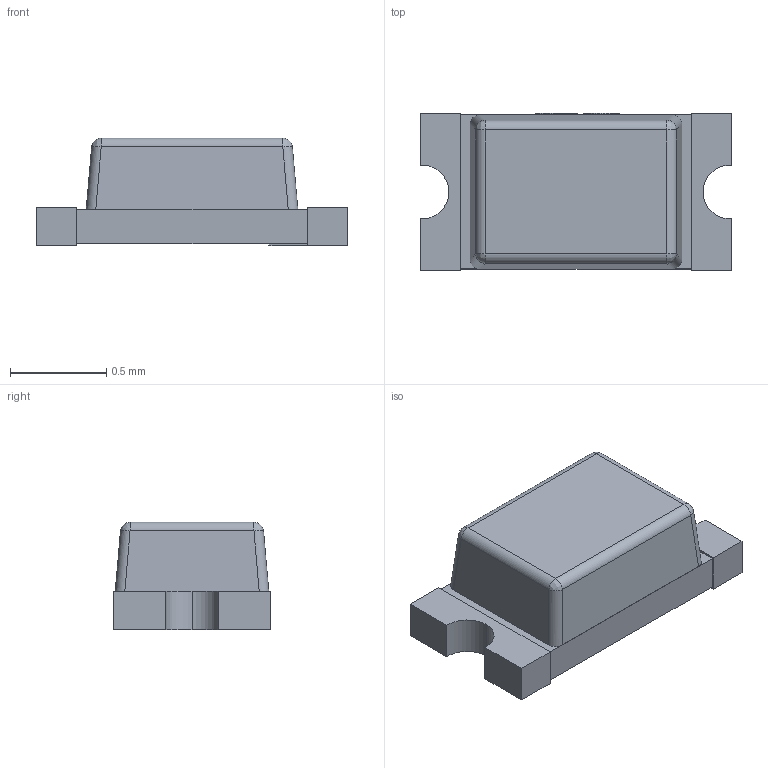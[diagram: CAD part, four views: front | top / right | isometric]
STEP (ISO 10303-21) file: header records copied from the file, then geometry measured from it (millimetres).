
FILE_DESCRIPTION (( 'STEP AP214' ), '1' );
FILE_NAME ('LED0603-RD.STEP', '2023-05-11T09:16:04', ( '' ), ( '' ), 'SwSTEP 2.0', 'SolidWorks 2019', '' );
FILE_SCHEMA (( 'AUTOMOTIVE_DESIGN' ));
Length unit declared in the file: millimetre
Products named in the file (4): COMPOUND_2; LED1; LED0603-RD
Assembly tree (3 placements, depth 4):
  LED0603-RD
    LED1
      LED0603-RD
        COMPOUND_2
Bounding box: 1.62 x 0.82 x 0.56 mm (x, y, z)
Surface area: 6.7 mm2 (no closed solid volume)
Topology: 0 solids, 2 shells, 324 faces, 866 edges, 573 vertices
Faces by surface type: plane 197, bspline 116, cylinder 11
Entity records: 14933 total; most frequent: CARTESIAN_POINT 4059, ORIENTED_EDGE 1730, DIRECTION 1035, EDGE_CURVE 866, VERTEX_POINT 573, VECTOR 567, LINE 567, EDGE_LOOP 352
